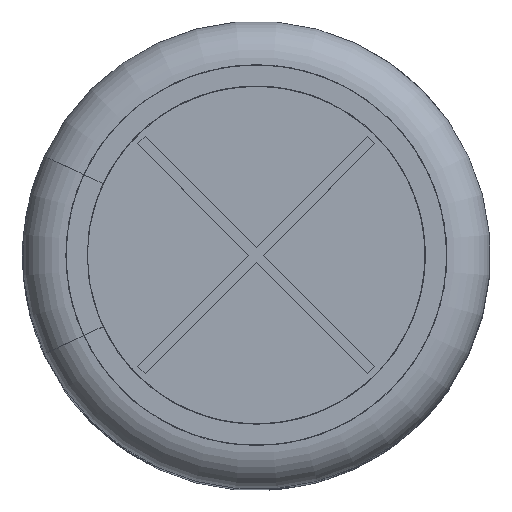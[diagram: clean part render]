
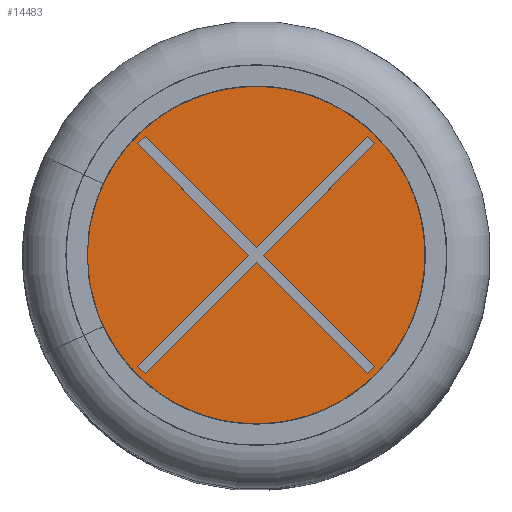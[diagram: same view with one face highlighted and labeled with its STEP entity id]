
A CAD part, top view. The second image highlights one B-rep face of the part: STEP entity #14483.
In plain terms, the highlighted planar face has unit normal (0, 0, 1).
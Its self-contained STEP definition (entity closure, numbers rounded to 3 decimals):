
#684=LINE('',#18745,#1521);
#685=LINE('',#18748,#1522);
#686=LINE('',#18750,#1523);
#687=LINE('',#18752,#1524);
#688=LINE('',#18754,#1525);
#689=LINE('',#18756,#1526);
#690=LINE('',#18758,#1527);
#691=LINE('',#18760,#1528);
#692=LINE('',#18762,#1529);
#693=LINE('',#18764,#1530);
#694=LINE('',#18766,#1531);
#695=LINE('',#18768,#1532);
#1521=VECTOR('',#16111,1000.);
#1522=VECTOR('',#16112,1000.);
#1523=VECTOR('',#16113,1000.);
#1524=VECTOR('',#16114,1000.);
#1525=VECTOR('',#16115,1000.);
#1526=VECTOR('',#16116,1000.);
#1527=VECTOR('',#16117,1000.);
#1528=VECTOR('',#16118,1000.);
#1529=VECTOR('',#16119,1000.);
#1530=VECTOR('',#16120,1000.);
#1531=VECTOR('',#16121,1000.);
#1532=VECTOR('',#16122,1000.);
#2394=ORIENTED_EDGE('',*,*,#5456,.F.);
#2395=ORIENTED_EDGE('',*,*,#5457,.T.);
#2396=ORIENTED_EDGE('',*,*,#5458,.T.);
#2397=ORIENTED_EDGE('',*,*,#5459,.T.);
#2398=ORIENTED_EDGE('',*,*,#5460,.T.);
#2399=ORIENTED_EDGE('',*,*,#5461,.T.);
#2400=ORIENTED_EDGE('',*,*,#5462,.T.);
#2401=ORIENTED_EDGE('',*,*,#5463,.T.);
#2402=ORIENTED_EDGE('',*,*,#5464,.T.);
#2403=ORIENTED_EDGE('',*,*,#5465,.T.);
#2404=ORIENTED_EDGE('',*,*,#5466,.T.);
#2405=ORIENTED_EDGE('',*,*,#5467,.T.);
#2406=ORIENTED_EDGE('',*,*,#5468,.T.);
#5456=EDGE_CURVE('',#6982,#6982,#7965,.T.);
#5457=EDGE_CURVE('',#6983,#6984,#684,.T.);
#5458=EDGE_CURVE('',#6984,#6985,#685,.T.);
#5459=EDGE_CURVE('',#6985,#6986,#686,.T.);
#5460=EDGE_CURVE('',#6986,#6987,#687,.T.);
#5461=EDGE_CURVE('',#6987,#6988,#688,.T.);
#5462=EDGE_CURVE('',#6988,#6989,#689,.T.);
#5463=EDGE_CURVE('',#6989,#6990,#690,.T.);
#5464=EDGE_CURVE('',#6990,#6991,#691,.T.);
#5465=EDGE_CURVE('',#6991,#6992,#692,.T.);
#5466=EDGE_CURVE('',#6992,#6993,#693,.T.);
#5467=EDGE_CURVE('',#6993,#6994,#694,.T.);
#5468=EDGE_CURVE('',#6994,#6983,#695,.T.);
#6982=VERTEX_POINT('',#18744);
#6983=VERTEX_POINT('',#18746);
#6984=VERTEX_POINT('',#18747);
#6985=VERTEX_POINT('',#18749);
#6986=VERTEX_POINT('',#18751);
#6987=VERTEX_POINT('',#18753);
#6988=VERTEX_POINT('',#18755);
#6989=VERTEX_POINT('',#18757);
#6990=VERTEX_POINT('',#18759);
#6991=VERTEX_POINT('',#18761);
#6992=VERTEX_POINT('',#18763);
#6993=VERTEX_POINT('',#18765);
#6994=VERTEX_POINT('',#18767);
#7965=CIRCLE('',#15142,8.956);
#8334=EDGE_LOOP('',(#2394));
#8335=EDGE_LOOP('',(#2395,#2396,#2397,#2398,#2399,#2400,#2401,#2402,#2403,
#2404,#2405,#2406));
#9061=FACE_BOUND('',#8334,.T.);
#9062=FACE_BOUND('',#8335,.T.);
#9783=PLANE('',#15141);
#14483=ADVANCED_FACE('',(#9061,#9062),#9783,.T.);
#15141=AXIS2_PLACEMENT_3D('',#18742,#16107,#16108);
#15142=AXIS2_PLACEMENT_3D('',#18743,#16109,#16110);
#16107=DIRECTION('',(0.,0.,1.));
#16108=DIRECTION('',(1.,0.,0.));
#16109=DIRECTION('',(0.,0.,-1.));
#16110=DIRECTION('',(-1.,0.,0.));
#16111=DIRECTION('',(0.707,0.707,0.));
#16112=DIRECTION('',(0.707,-0.707,0.));
#16113=DIRECTION('',(0.707,0.707,0.));
#16114=DIRECTION('',(0.707,-0.707,0.));
#16115=DIRECTION('',(-0.707,-0.707,0.));
#16116=DIRECTION('',(0.707,-0.707,0.));
#16117=DIRECTION('',(-0.707,-0.707,0.));
#16118=DIRECTION('',(-0.707,0.707,0.));
#16119=DIRECTION('',(-0.707,-0.707,0.));
#16120=DIRECTION('',(-0.707,0.707,0.));
#16121=DIRECTION('',(0.707,0.707,0.));
#16122=DIRECTION('',(-0.707,0.707,0.));
#18742=CARTESIAN_POINT('',(-8.956,0.,45.78));
#18743=CARTESIAN_POINT('',(0.,0.,45.78));
#18744=CARTESIAN_POINT('',(-8.956,0.,45.78));
#18745=CARTESIAN_POINT('',(-5.226,5.572,45.78));
#18746=CARTESIAN_POINT('',(-5.572,5.226,45.78));
#18747=CARTESIAN_POINT('',(-5.226,5.572,45.78));
#18748=CARTESIAN_POINT('',(0.,0.346,45.78));
#18749=CARTESIAN_POINT('',(0.,0.346,45.78));
#18750=CARTESIAN_POINT('',(0.,0.346,45.78));
#18751=CARTESIAN_POINT('',(5.226,5.572,45.78));
#18752=CARTESIAN_POINT('',(5.572,5.226,45.78));
#18753=CARTESIAN_POINT('',(5.572,5.226,45.78));
#18754=CARTESIAN_POINT('',(0.346,0.,45.78));
#18755=CARTESIAN_POINT('',(0.346,0.,45.78));
#18756=CARTESIAN_POINT('',(0.346,0.,45.78));
#18757=CARTESIAN_POINT('',(5.572,-5.226,45.78));
#18758=CARTESIAN_POINT('',(5.572,-5.226,45.78));
#18759=CARTESIAN_POINT('',(5.226,-5.572,45.78));
#18760=CARTESIAN_POINT('',(0.,-0.346,45.78));
#18761=CARTESIAN_POINT('',(0.,-0.346,45.78));
#18762=CARTESIAN_POINT('',(0.,-0.346,45.78));
#18763=CARTESIAN_POINT('',(-5.226,-5.572,45.78));
#18764=CARTESIAN_POINT('',(-5.226,-5.572,45.78));
#18765=CARTESIAN_POINT('',(-5.572,-5.226,45.78));
#18766=CARTESIAN_POINT('',(-0.346,0.,45.78));
#18767=CARTESIAN_POINT('',(-0.346,0.,45.78));
#18768=CARTESIAN_POINT('',(-0.346,0.,45.78));
